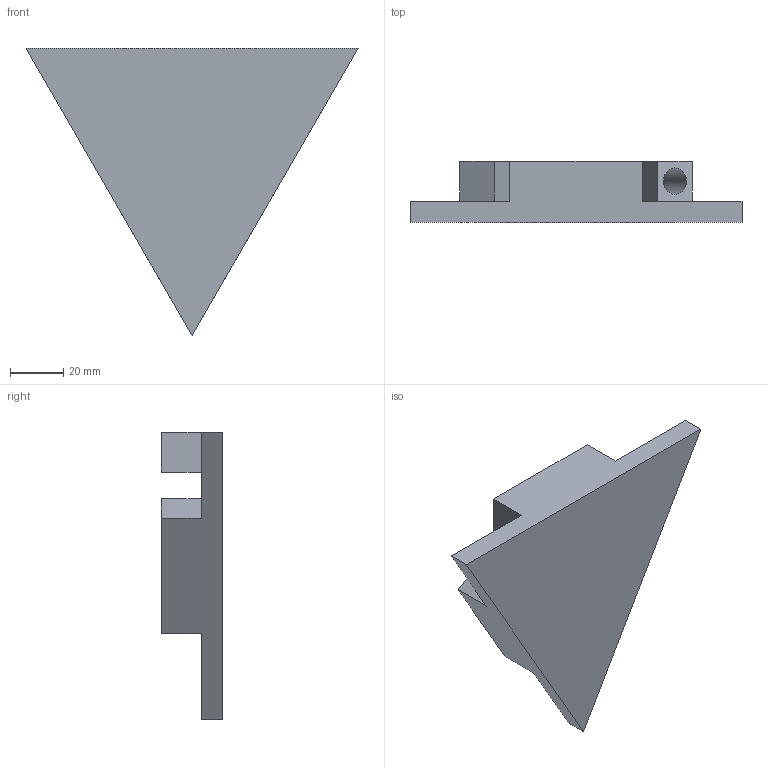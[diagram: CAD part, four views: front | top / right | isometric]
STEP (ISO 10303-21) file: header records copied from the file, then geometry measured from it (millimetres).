
FILE_DESCRIPTION (( 'STEP AP203' ), '1' );
FILE_NAME ('lower plate new _Default_sldprt.STEP', '2025-08-06T18:24:35', ( '' ), ( '' ), 'SwSTEP 2.0', 'SolidWorks 2025', '' );
FILE_SCHEMA (( 'CONFIG_CONTROL_DESIGN' ));
Length unit declared in the file: millimetre
Products named in the file (1): lower plate new  _Default_sldprt
Bounding box: 125 x 23 x 108.25 mm (x, y, z)
Volume: 78451.8 mm3; surface area: 26151.6 mm2
Topology: 1 solids, 1 shells, 26 faces, 63 edges, 42 vertices
Faces by surface type: plane 20, cylinder 6
Entity records: 836 total; most frequent: CARTESIAN_POINT 132, DIRECTION 129, ORIENTED_EDGE 126, EDGE_CURVE 63, LINE 51, VECTOR 51, VERTEX_POINT 42, AXIS2_PLACEMENT_3D 39
